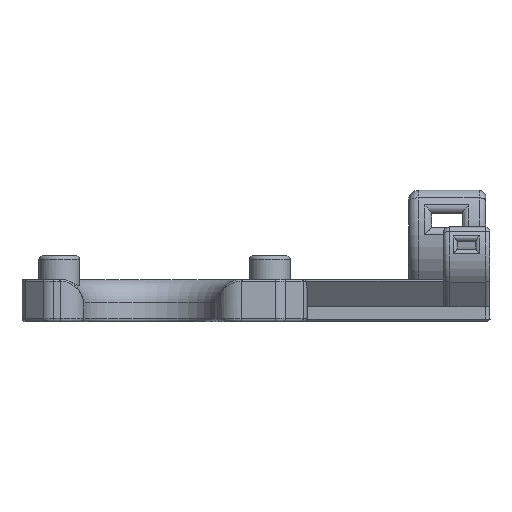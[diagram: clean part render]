
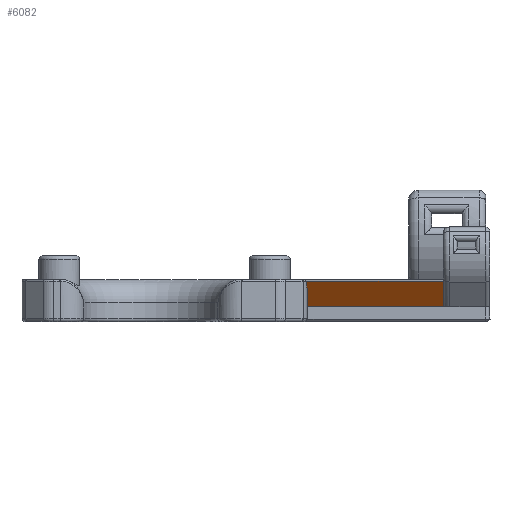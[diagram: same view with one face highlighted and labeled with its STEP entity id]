
A CAD part, left-side view. The second image highlights one B-rep face of the part: STEP entity #6082.
In plain terms, the highlighted face is planar.
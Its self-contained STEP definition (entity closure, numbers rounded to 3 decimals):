
#992=FACE_OUTER_BOUND('',#1384,.T.);
#1384=EDGE_LOOP('',(#4140,#4141,#4142,#4143,#4144));
#1808=LINE('',#9601,#2133);
#1810=LINE('',#9605,#2135);
#1831=LINE('',#9689,#2156);
#1834=LINE('',#9694,#2159);
#2133=VECTOR('',#7430,10.);
#2135=VECTOR('',#7434,10.);
#2156=VECTOR('',#7493,10.);
#2159=VECTOR('',#7498,10.);
#2438=ELLIPSE('',#6528,3.139,2.);
#2499=VERTEX_POINT('',#9598);
#2500=VERTEX_POINT('',#9600);
#2501=VERTEX_POINT('',#9604);
#2525=VERTEX_POINT('',#9680);
#2527=VERTEX_POINT('',#9688);
#3102=EDGE_CURVE('',#2499,#2500,#1808,.T.);
#3104=EDGE_CURVE('',#2500,#2501,#1810,.T.);
#3138=EDGE_CURVE('',#2525,#2527,#1831,.T.);
#3141=EDGE_CURVE('',#2499,#2527,#1834,.T.);
#3142=EDGE_CURVE('',#2501,#2525,#2438,.T.);
#4140=ORIENTED_EDGE('',*,*,#3104,.F.);
#4141=ORIENTED_EDGE('',*,*,#3102,.F.);
#4142=ORIENTED_EDGE('',*,*,#3141,.T.);
#4143=ORIENTED_EDGE('',*,*,#3138,.F.);
#4144=ORIENTED_EDGE('',*,*,#3142,.F.);
#5978=PLANE('',#6527);
#6082=ADVANCED_FACE('',(#992),#5978,.F.);
#6527=AXIS2_PLACEMENT_3D('',#9693,#7496,#7497);
#6528=AXIS2_PLACEMENT_3D('',#9695,#7499,#7500);
#7430=DIRECTION('',(0.,-1.,0.));
#7434=DIRECTION('',(-0.637,0.,-0.771));
#7493=DIRECTION('',(0.,1.,0.));
#7496=DIRECTION('center_axis',(0.771,0.,-0.637));
#7497=DIRECTION('ref_axis',(0.637,0.,0.771));
#7498=DIRECTION('',(-0.637,0.,-0.771));
#7499=DIRECTION('center_axis',(-0.771,0.,
0.637));
#7500=DIRECTION('ref_axis',(0.637,0.,0.771));
#9598=CARTESIAN_POINT('',(305.849,90.428,5.857));
#9600=CARTESIAN_POINT('',(305.849,70.345,5.857));
#9601=CARTESIAN_POINT('',(305.849,85.023,5.857));
#9604=CARTESIAN_POINT('',(303.628,70.345,3.171));
#9605=CARTESIAN_POINT('',(308.557,70.345,9.132));
#9680=CARTESIAN_POINT('',(302.745,70.14,2.102));
#9688=CARTESIAN_POINT('',(302.745,90.428,2.102));
#9689=CARTESIAN_POINT('',(302.745,89.506,2.102));
#9693=CARTESIAN_POINT('Origin',(302.845,88.611,2.224));
#9694=CARTESIAN_POINT('',(304.669,90.428,4.429));
#9695=CARTESIAN_POINT('Origin',(303.628,68.345,3.171));
